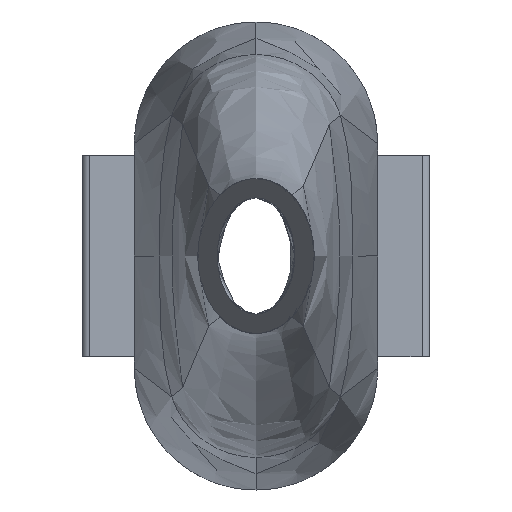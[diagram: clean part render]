
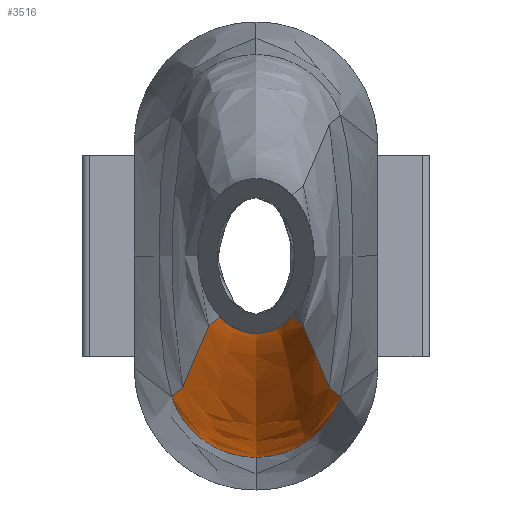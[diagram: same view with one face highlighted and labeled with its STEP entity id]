
A CAD part, left-side view. The second image highlights one B-rep face of the part: STEP entity #3516.
In plain terms, the highlighted free-form (B-spline) face has degree [3, 3] with [12, 4] control points.
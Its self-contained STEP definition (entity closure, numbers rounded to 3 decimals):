
#10 = FACE_OUTER_BOUND ( 'NONE', #4367, .T. ) ;
#16 = CARTESIAN_POINT ( 'NONE',  ( -8., 0., -1. ) ) ;
#119 = CARTESIAN_POINT ( 'NONE',  ( -5.197, 0.672, -0.712 ) ) ;
#121 = CARTESIAN_POINT ( 'NONE',  ( -8., 0.251, -0.947 ) ) ;
#168 = CARTESIAN_POINT ( 'NONE',  ( -8., 0., -1. ) ) ;
#197 = CARTESIAN_POINT ( 'NONE',  ( 0., -0.119, -2.6 ) ) ;
#394 = VERTEX_POINT ( 'NONE', #16 ) ;
#425 =( BOUNDED_CURVE ( )  B_SPLINE_CURVE ( 3, ( #4664, #1268, #2102, #168 ),
 .UNSPECIFIED., .F., .F. ) 
 B_SPLINE_CURVE_WITH_KNOTS ( ( 4, 4 ),
 ( 5.617, 6.283 ),
 .UNSPECIFIED. ) 
 CURVE ( )  GEOMETRIC_REPRESENTATION_ITEM ( )  RATIONAL_B_SPLINE_CURVE ( ( 1., 0.963, 0.963, 1. ) ) 
 REPRESENTATION_ITEM ( '' )  );
#479 = CARTESIAN_POINT ( 'NONE',  ( -2.713, 0.754, -2.181 ) ) ;
#501 = CARTESIAN_POINT ( 'NONE',  ( -5.197, 0.672, -0.712 ) ) ;
#516 = CARTESIAN_POINT ( 'NONE',  ( -2.713, 0.285, -2.566 ) ) ;
#541 = EDGE_CURVE ( 'NONE', #4539, #3316, #3044, .T. ) ;
#575 = CARTESIAN_POINT ( 'NONE',  ( -8., -0.431, -0.82 ) ) ;
#804 = CARTESIAN_POINT ( 'NONE',  ( 0., 0., -1.45 ) ) ;
#848 = CARTESIAN_POINT ( 'NONE',  ( 0., 1.054, -1.922 ) ) ;
#864 = CARTESIAN_POINT ( 'NONE',  ( -5.197, 0.399, -0.924 ) ) ;
#902 = DIRECTION ( 'NONE',  ( -1., 0., 0. ) ) ;
#908 = CARTESIAN_POINT ( 'NONE',  ( -8., 0., -1. ) ) ;
#916 = CARTESIAN_POINT ( 'NONE',  ( -8., -0.044, -1. ) ) ;
#931 = CARTESIAN_POINT ( 'NONE',  ( -5.197, -0.069, -1. ) ) ;
#948 = CARTESIAN_POINT ( 'NONE',  ( -8., -0.13, -0.99 ) ) ;
#999 = CARTESIAN_POINT ( 'NONE',  ( -2.713, -0.881, -1.891 ) ) ;
#1209 = CARTESIAN_POINT ( 'NONE',  ( -2.713, 0.094, -2.6 ) ) ;
#1259 = CARTESIAN_POINT ( 'NONE',  ( 0., 0.694, -2.391 ) ) ;
#1268 = CARTESIAN_POINT ( 'NONE',  ( -8., -0.33, -0.926 ) ) ;
#1274 = CARTESIAN_POINT ( 'NONE',  ( -5.197, 0.207, -0.986 ) ) ;
#1323 = CARTESIAN_POINT ( 'NONE',  ( 0., -1.054, -1.922 ) ) ;
#1355 = CARTESIAN_POINT ( 'NONE',  ( -2.713, -0.094, -2.6 ) ) ;
#1362 = CARTESIAN_POINT ( 'NONE',  ( 0., 0., -2.6 ) ) ;
#1423 = VERTEX_POINT ( 'NONE', #2026 ) ;
#1496 = ORIENTED_EDGE ( 'NONE', *, *, #1937, .T. ) ;
#1532 = ORIENTED_EDGE ( 'NONE', *, *, #4549, .T. ) ;
#1564 = CIRCLE ( 'NONE', #3398, 1.15 ) ;
#1613 = CARTESIAN_POINT ( 'NONE',  ( 0., 0.95, -2.13 ) ) ;
#1651 = ORIENTED_EDGE ( 'NONE', *, *, #2952, .T. ) ;
#1690 = CARTESIAN_POINT ( 'NONE',  ( 0., -0.95, -2.13 ) ) ;
#1707 = CARTESIAN_POINT ( 'NONE',  ( 0., -0.694, -2.391 ) ) ;
#1743 = CARTESIAN_POINT ( 'NONE',  ( -2.713, -0.285, -2.566 ) ) ;
#1810 = ORIENTED_EDGE ( 'NONE', *, *, #541, .F. ) ;
#1937 = EDGE_CURVE ( 'NONE', #1423, #4169, #3264, .T. ) ;
#2021 = CARTESIAN_POINT ( 'NONE',  ( -2.713, 0.881, -1.891 ) ) ;
#2026 = CARTESIAN_POINT ( 'NONE',  ( 0., -1.09, -1.817 ) ) ;
#2039 = CARTESIAN_POINT ( 'NONE',  ( -8., 0.463, -0.786 ) ) ;
#2053 = CARTESIAN_POINT ( 'NONE',  ( -2.713, -0.881, -1.891 ) ) ;
#2070 = CARTESIAN_POINT ( 'NONE',  ( -5.197, -0.399, -0.924 ) ) ;
#2077 = CARTESIAN_POINT ( 'NONE',  ( 0., 1.09, -1.817 ) ) ;
#2102 = CARTESIAN_POINT ( 'NONE',  ( -8., -0.17, -1. ) ) ;
#2181 = CARTESIAN_POINT ( 'NONE',  ( -5.197, -0.672, -0.712 ) ) ;
#2413 = CARTESIAN_POINT ( 'NONE',  ( -2.713, 0.547, -2.414 ) ) ;
#2427 = CARTESIAN_POINT ( 'NONE',  ( 0., 0.119, -2.6 ) ) ;
#2494 = CARTESIAN_POINT ( 'NONE',  ( -5.197, -0.558, -0.829 ) ) ;
#2513 = CARTESIAN_POINT ( 'NONE',  ( 0., -0.363, -2.562 ) ) ;
#2751 = CARTESIAN_POINT ( 'NONE',  ( -5.197, 0.558, -0.829 ) ) ;
#2754 = DIRECTION ( 'NONE',  ( 0., 0., 1. ) ) ;
#2775 = CARTESIAN_POINT ( 'NONE',  ( -8., 0.17, -1. ) ) ;
#2781 = CARTESIAN_POINT ( 'NONE',  ( 0., 0.363, -2.562 ) ) ;
#2838 = CARTESIAN_POINT ( 'NONE',  ( 0., -1.09, -1.817 ) ) ;
#2857 = CARTESIAN_POINT ( 'NONE',  ( -5.197, -0.207, -0.986 ) ) ;
#2952 = EDGE_CURVE ( 'NONE', #4169, #394, #425, .T. ) ;
#3044 = B_SPLINE_CURVE_WITH_KNOTS ( 'NONE', 3,
 ( #4671, #2021, #119, #3508 ),
 .UNSPECIFIED., .F., .F.,
 ( 4, 4 ),
 ( 0., 1. ),
 .UNSPECIFIED. ) ;
#3153 = CARTESIAN_POINT ( 'NONE',  ( -8., 0.33, -0.926 ) ) ;
#3174 = CARTESIAN_POINT ( 'NONE',  ( -5.197, -0.672, -0.712 ) ) ;
#3210 = CARTESIAN_POINT ( 'NONE',  ( -8., -0.463, -0.786 ) ) ;
#3219 = CIRCLE ( 'NONE', #3459, 1.15 ) ;
#3239 = CARTESIAN_POINT ( 'NONE',  ( -2.713, -0.846, -1.99 ) ) ;
#3264 = B_SPLINE_CURVE_WITH_KNOTS ( 'NONE', 3,
 ( #3331, #999, #2181, #4797 ),
 .UNSPECIFIED., .F., .F.,
 ( 4, 4 ),
 ( 0., 1. ),
 .UNSPECIFIED. ) ;
#3295 = ORIENTED_EDGE ( 'NONE', *, *, #4901, .T. ) ;
#3316 = VERTEX_POINT ( 'NONE', #3986 ) ;
#3331 = CARTESIAN_POINT ( 'NONE',  ( 0., -1.09, -1.817 ) ) ;
#3398 = AXIS2_PLACEMENT_3D ( 'NONE', #4297, #902, #4364 ) ;
#3418 = ORIENTED_EDGE ( 'NONE', *, *, #3530, .T. ) ;
#3459 = AXIS2_PLACEMENT_3D ( 'NONE', #804, #4575, #2754 ) ;
#3464 = CARTESIAN_POINT ( 'NONE',  ( -2.713, 0.881, -1.891 ) ) ;
#3508 = CARTESIAN_POINT ( 'NONE',  ( -8., 0.463, -0.786 ) ) ;
#3516 = ADVANCED_FACE ( 'NONE', ( #10 ), #3683, .T. ) ;
#3525 = CARTESIAN_POINT ( 'NONE',  ( -5.197, 0.639, -0.753 ) ) ;
#3530 = EDGE_CURVE ( 'NONE', #4539, #4314, #1564, .T. ) ;
#3562 =( BOUNDED_CURVE ( )  B_SPLINE_CURVE ( 3, ( #908, #2775, #3153, #3564 ),
 .UNSPECIFIED., .F., .F. ) 
 B_SPLINE_CURVE_WITH_KNOTS ( ( 4, 4 ),
 ( 6.283, 6.949 ),
 .UNSPECIFIED. ) 
 CURVE ( )  GEOMETRIC_REPRESENTATION_ITEM ( )  RATIONAL_B_SPLINE_CURVE ( ( 1., 0.963, 0.963, 1. ) ) 
 REPRESENTATION_ITEM ( '' )  );
#3564 = CARTESIAN_POINT ( 'NONE',  ( -8., 0.463, -0.786 ) ) ;
#3575 = CARTESIAN_POINT ( 'NONE',  ( -8., -0.251, -0.947 ) ) ;
#3589 = CARTESIAN_POINT ( 'NONE',  ( -8., -0.463, -0.786 ) ) ;
#3606 = CARTESIAN_POINT ( 'NONE',  ( -5.197, 0.069, -1. ) ) ;
#3683 = B_SPLINE_SURFACE_WITH_KNOTS ( 'NONE', 3, 3, ( 
 ( #4219, #3464, #501, #2039 ),
 ( #848, #3861, #3525, #4614 ),
 ( #1613, #479, #2751, #4270 ),
 ( #1259, #2413, #864, #121 ),
 ( #2781, #516, #1274, #4656 ),
 ( #2427, #1209, #3606, #4341 ),
 ( #197, #1355, #931, #916 ),
 ( #2513, #1743, #2857, #948 ),
 ( #1707, #4309, #2070, #3575 ),
 ( #1690, #3944, #2494, #4687 ),
 ( #1323, #3239, #3985, #575 ),
 ( #2838, #2053, #3174, #3589 ) ),
 .UNSPECIFIED., .F., .F., .F.,
 ( 4, 1, 1, 1, 2, 1, 1, 1, 4 ),
 ( 4, 4 ),
 ( 0.295, 0.321, 0.346, 0.372, 0.398, 0.423, 0.449, 0.474, 0.5 ),
 ( 0., 1. ),
 .UNSPECIFIED. ) ;
#3861 = CARTESIAN_POINT ( 'NONE',  ( -2.713, 0.846, -1.99 ) ) ;
#3944 = CARTESIAN_POINT ( 'NONE',  ( -2.713, -0.754, -2.181 ) ) ;
#3985 = CARTESIAN_POINT ( 'NONE',  ( -5.197, -0.639, -0.753 ) ) ;
#3986 = CARTESIAN_POINT ( 'NONE',  ( -8., 0.463, -0.786 ) ) ;
#4169 = VERTEX_POINT ( 'NONE', #3210 ) ;
#4219 = CARTESIAN_POINT ( 'NONE',  ( 0., 1.09, -1.817 ) ) ;
#4270 = CARTESIAN_POINT ( 'NONE',  ( -8., 0.363, -0.88 ) ) ;
#4297 = CARTESIAN_POINT ( 'NONE',  ( 0., 0., -1.45 ) ) ;
#4309 = CARTESIAN_POINT ( 'NONE',  ( -2.713, -0.547, -2.414 ) ) ;
#4314 = VERTEX_POINT ( 'NONE', #1362 ) ;
#4341 = CARTESIAN_POINT ( 'NONE',  ( -8., 0.044, -1. ) ) ;
#4364 = DIRECTION ( 'NONE',  ( 0., 0., 1. ) ) ;
#4367 = EDGE_LOOP ( 'NONE', ( #3418, #3295, #1496, #1651, #1532, #1810 ) ) ;
#4539 = VERTEX_POINT ( 'NONE', #2077 ) ;
#4549 = EDGE_CURVE ( 'NONE', #394, #3316, #3562, .T. ) ;
#4575 = DIRECTION ( 'NONE',  ( -1., 0., 0. ) ) ;
#4614 = CARTESIAN_POINT ( 'NONE',  ( -8., 0.431, -0.82 ) ) ;
#4656 = CARTESIAN_POINT ( 'NONE',  ( -8., 0.13, -0.99 ) ) ;
#4664 = CARTESIAN_POINT ( 'NONE',  ( -8., -0.463, -0.786 ) ) ;
#4671 = CARTESIAN_POINT ( 'NONE',  ( 0., 1.09, -1.817 ) ) ;
#4687 = CARTESIAN_POINT ( 'NONE',  ( -8., -0.363, -0.88 ) ) ;
#4797 = CARTESIAN_POINT ( 'NONE',  ( -8., -0.463, -0.786 ) ) ;
#4901 = EDGE_CURVE ( 'NONE', #4314, #1423, #3219, .T. ) ;
